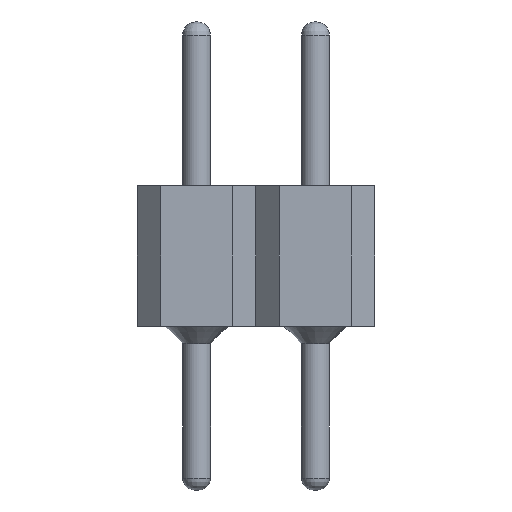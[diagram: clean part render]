
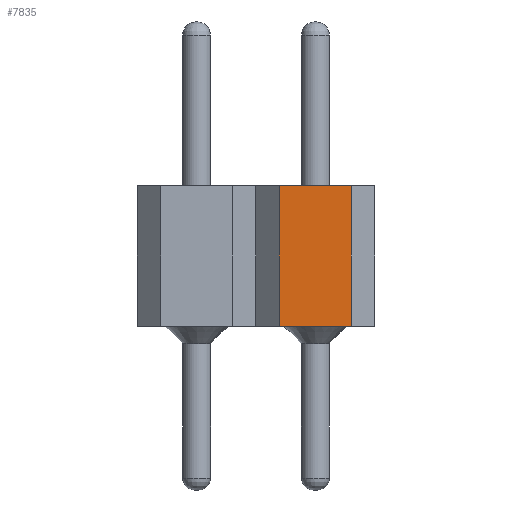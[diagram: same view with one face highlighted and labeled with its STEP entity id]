
A CAD part, left-side view. The second image highlights one B-rep face of the part: STEP entity #7835.
In plain terms, the highlighted planar face has unit normal (-1, 0, 0).
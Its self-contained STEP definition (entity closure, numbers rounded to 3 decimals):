
#7275 = PLANE('',#7276);
#7276 = AXIS2_PLACEMENT_3D('',#7277,#7278,#7279);
#7277 = CARTESIAN_POINT('',(-1.27,1.27,0.37));
#7278 = DIRECTION('',(0.,0.,1.));
#7279 = DIRECTION('',(1.,0.,0.));
#7303 = PLANE('',#7304);
#7304 = AXIS2_PLACEMENT_3D('',#7305,#7306,#7307);
#7305 = CARTESIAN_POINT('',(-1.02,1.02,0.37));
#7306 = DIRECTION('',(-0.707,0.707,0.));
#7307 = DIRECTION('',(0.,0.,-1.));
#7331 = PLANE('',#7332);
#7332 = AXIS2_PLACEMENT_3D('',#7333,#7334,#7335);
#7333 = CARTESIAN_POINT('',(-1.27,1.27,3.37));
#7334 = DIRECTION('',(0.,0.,1.));
#7335 = DIRECTION('',(1.,0.,0.));
#7374 = VERTEX_POINT('',#7375);
#7375 = CARTESIAN_POINT('',(-1.27,0.77,0.37));
#7396 = EDGE_CURVE('',#7397,#7374,#7399,.T.);
#7397 = VERTEX_POINT('',#7398);
#7398 = CARTESIAN_POINT('',(-1.27,-0.77,0.37));
#7399 = SURFACE_CURVE('',#7400,(#7404,#7411),.PCURVE_S1.);
#7400 = LINE('',#7401,#7402);
#7401 = CARTESIAN_POINT('',(-1.27,-1.27,0.37));
#7402 = VECTOR('',#7403,1.);
#7403 = DIRECTION('',(0.,1.,0.));
#7404 = PCURVE('',#7275,#7405);
#7405 = DEFINITIONAL_REPRESENTATION('',(#7406),#7410);
#7406 = LINE('',#7407,#7408);
#7407 = CARTESIAN_POINT('',(0.,-2.54));
#7408 = VECTOR('',#7409,1.);
#7409 = DIRECTION('',(0.,1.));
#7410 = ( GEOMETRIC_REPRESENTATION_CONTEXT(2) 
PARAMETRIC_REPRESENTATION_CONTEXT() REPRESENTATION_CONTEXT('2D SPACE',''
  ) );
#7411 = PCURVE('',#7412,#7417);
#7412 = PLANE('',#7413);
#7413 = AXIS2_PLACEMENT_3D('',#7414,#7415,#7416);
#7414 = CARTESIAN_POINT('',(-1.27,-1.27,0.37));
#7415 = DIRECTION('',(-1.,0.,0.));
#7416 = DIRECTION('',(0.,1.,0.));
#7417 = DEFINITIONAL_REPRESENTATION('',(#7418),#7422);
#7418 = LINE('',#7419,#7420);
#7419 = CARTESIAN_POINT('',(0.,0.));
#7420 = VECTOR('',#7421,1.);
#7421 = DIRECTION('',(1.,0.));
#7422 = ( GEOMETRIC_REPRESENTATION_CONTEXT(2) 
PARAMETRIC_REPRESENTATION_CONTEXT() REPRESENTATION_CONTEXT('2D SPACE',''
  ) );
#7440 = PLANE('',#7441);
#7441 = AXIS2_PLACEMENT_3D('',#7442,#7443,#7444);
#7442 = CARTESIAN_POINT('',(-1.02,-1.02,0.37));
#7443 = DIRECTION('',(-0.707,-0.707,0.));
#7444 = DIRECTION('',(0.,0.,1.));
#7594 = VERTEX_POINT('',#7595);
#7595 = CARTESIAN_POINT('',(-1.27,0.77,3.37));
#7616 = EDGE_CURVE('',#7374,#7594,#7617,.T.);
#7617 = SURFACE_CURVE('',#7618,(#7622,#7629),.PCURVE_S1.);
#7618 = LINE('',#7619,#7620);
#7619 = CARTESIAN_POINT('',(-1.27,0.77,0.37));
#7620 = VECTOR('',#7621,1.);
#7621 = DIRECTION('',(0.,0.,1.));
#7622 = PCURVE('',#7303,#7623);
#7623 = DEFINITIONAL_REPRESENTATION('',(#7624),#7628);
#7624 = LINE('',#7625,#7626);
#7625 = CARTESIAN_POINT('',(0.,0.354));
#7626 = VECTOR('',#7627,1.);
#7627 = DIRECTION('',(-1.,0.));
#7628 = ( GEOMETRIC_REPRESENTATION_CONTEXT(2) 
PARAMETRIC_REPRESENTATION_CONTEXT() REPRESENTATION_CONTEXT('2D SPACE',''
  ) );
#7629 = PCURVE('',#7412,#7630);
#7630 = DEFINITIONAL_REPRESENTATION('',(#7631),#7635);
#7631 = LINE('',#7632,#7633);
#7632 = CARTESIAN_POINT('',(2.04,0.));
#7633 = VECTOR('',#7634,1.);
#7634 = DIRECTION('',(0.,-1.));
#7635 = ( GEOMETRIC_REPRESENTATION_CONTEXT(2) 
PARAMETRIC_REPRESENTATION_CONTEXT() REPRESENTATION_CONTEXT('2D SPACE',''
  ) );
#7691 = EDGE_CURVE('',#7692,#7594,#7694,.T.);
#7692 = VERTEX_POINT('',#7693);
#7693 = CARTESIAN_POINT('',(-1.27,-0.77,3.37));
#7694 = SURFACE_CURVE('',#7695,(#7699,#7706),.PCURVE_S1.);
#7695 = LINE('',#7696,#7697);
#7696 = CARTESIAN_POINT('',(-1.27,-1.27,3.37));
#7697 = VECTOR('',#7698,1.);
#7698 = DIRECTION('',(0.,1.,0.));
#7699 = PCURVE('',#7331,#7700);
#7700 = DEFINITIONAL_REPRESENTATION('',(#7701),#7705);
#7701 = LINE('',#7702,#7703);
#7702 = CARTESIAN_POINT('',(0.,-2.54));
#7703 = VECTOR('',#7704,1.);
#7704 = DIRECTION('',(0.,1.));
#7705 = ( GEOMETRIC_REPRESENTATION_CONTEXT(2) 
PARAMETRIC_REPRESENTATION_CONTEXT() REPRESENTATION_CONTEXT('2D SPACE',''
  ) );
#7706 = PCURVE('',#7412,#7707);
#7707 = DEFINITIONAL_REPRESENTATION('',(#7708),#7712);
#7708 = LINE('',#7709,#7710);
#7709 = CARTESIAN_POINT('',(0.,-3.));
#7710 = VECTOR('',#7711,1.);
#7711 = DIRECTION('',(1.,0.));
#7712 = ( GEOMETRIC_REPRESENTATION_CONTEXT(2) 
PARAMETRIC_REPRESENTATION_CONTEXT() REPRESENTATION_CONTEXT('2D SPACE',''
  ) );
#7835 = ADVANCED_FACE('',(#7836),#7412,.T.);
#7836 = FACE_BOUND('',#7837,.T.);
#7837 = EDGE_LOOP('',(#7838,#7839,#7860,#7861));
#7838 = ORIENTED_EDGE('',*,*,#7396,.F.);
#7839 = ORIENTED_EDGE('',*,*,#7840,.T.);
#7840 = EDGE_CURVE('',#7397,#7692,#7841,.T.);
#7841 = SURFACE_CURVE('',#7842,(#7846,#7853),.PCURVE_S1.);
#7842 = LINE('',#7843,#7844);
#7843 = CARTESIAN_POINT('',(-1.27,-0.77,0.37));
#7844 = VECTOR('',#7845,1.);
#7845 = DIRECTION('',(0.,0.,1.));
#7846 = PCURVE('',#7412,#7847);
#7847 = DEFINITIONAL_REPRESENTATION('',(#7848),#7852);
#7848 = LINE('',#7849,#7850);
#7849 = CARTESIAN_POINT('',(0.5,0.));
#7850 = VECTOR('',#7851,1.);
#7851 = DIRECTION('',(0.,-1.));
#7852 = ( GEOMETRIC_REPRESENTATION_CONTEXT(2) 
PARAMETRIC_REPRESENTATION_CONTEXT() REPRESENTATION_CONTEXT('2D SPACE',''
  ) );
#7853 = PCURVE('',#7440,#7854);
#7854 = DEFINITIONAL_REPRESENTATION('',(#7855),#7859);
#7855 = LINE('',#7856,#7857);
#7856 = CARTESIAN_POINT('',(0.,0.354));
#7857 = VECTOR('',#7858,1.);
#7858 = DIRECTION('',(1.,0.));
#7859 = ( GEOMETRIC_REPRESENTATION_CONTEXT(2) 
PARAMETRIC_REPRESENTATION_CONTEXT() REPRESENTATION_CONTEXT('2D SPACE',''
  ) );
#7860 = ORIENTED_EDGE('',*,*,#7691,.T.);
#7861 = ORIENTED_EDGE('',*,*,#7616,.F.);
